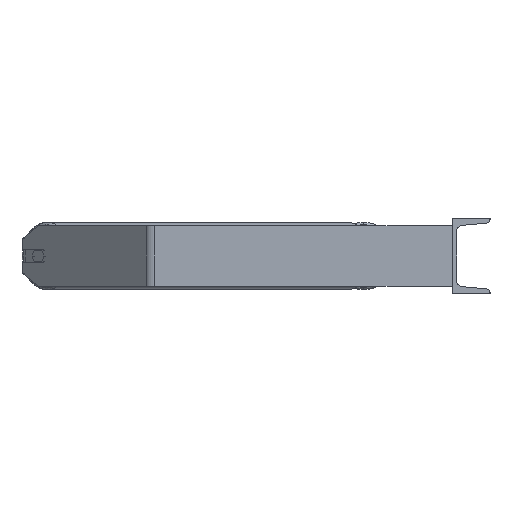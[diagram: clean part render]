
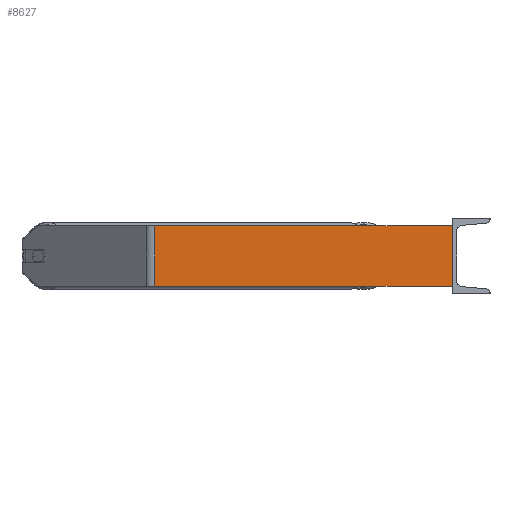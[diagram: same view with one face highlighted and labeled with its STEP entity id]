
A CAD part, left-side view. The second image highlights one B-rep face of the part: STEP entity #8627.
In plain terms, the highlighted planar face has unit normal (-1, 0, 0).
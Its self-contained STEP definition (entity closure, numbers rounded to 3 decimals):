
#577 = CARTESIAN_POINT ( 'NONE',  ( -885., 392.315, -40. ) ) ;
#942 = CARTESIAN_POINT ( 'NONE',  ( -885., 398.942, -40. ) ) ;
#1153 = LINE ( 'NONE', #1231, #4779 ) ;
#1231 = CARTESIAN_POINT ( 'NONE',  ( -885., 392.315, 40. ) ) ;
#1601 = PLANE ( 'NONE',  #3325 ) ;
#1836 = VERTEX_POINT ( 'NONE', #577 ) ;
#2402 = EDGE_CURVE ( 'NONE', #5221, #7354, #7926, .T. ) ;
#3199 = DIRECTION ( 'NONE',  ( 0., 0., -1. ) ) ;
#3325 = AXIS2_PLACEMENT_3D ( 'NONE', #7888, #3733, #8472 ) ;
#3708 = DIRECTION ( 'NONE',  ( 0., -1., 0. ) ) ;
#3733 = DIRECTION ( 'NONE',  ( 1., 0., 0. ) ) ;
#3803 = ORIENTED_EDGE ( 'NONE', *, *, #8723, .T. ) ;
#3825 = LINE ( 'NONE', #4147, #7974 ) ;
#4147 = CARTESIAN_POINT ( 'NONE',  ( -885., 398.942, 40. ) ) ;
#4464 = CARTESIAN_POINT ( 'NONE',  ( -885., 0., 40. ) ) ;
#4638 = ORIENTED_EDGE ( 'NONE', *, *, #7095, .T. ) ;
#4779 = VECTOR ( 'NONE', #3199, 1000. ) ;
#4785 = ORIENTED_EDGE ( 'NONE', *, *, #8044, .F. ) ;
#5217 = EDGE_LOOP ( 'NONE', ( #4638, #5533, #4785, #3803 ) ) ;
#5221 = VERTEX_POINT ( 'NONE', #6598 ) ;
#5533 = ORIENTED_EDGE ( 'NONE', *, *, #2402, .F. ) ;
#6324 = VERTEX_POINT ( 'NONE', #7155 ) ;
#6466 = FACE_OUTER_BOUND ( 'NONE', #5217, .T. ) ;
#6598 = CARTESIAN_POINT ( 'NONE',  ( -885., 0., 40. ) ) ;
#6648 = VECTOR ( 'NONE', #3708, 1000. ) ;
#6922 = DIRECTION ( 'NONE',  ( 0., -1., 0. ) ) ;
#7095 = EDGE_CURVE ( 'NONE', #1836, #7354, #7171, .T. ) ;
#7155 = CARTESIAN_POINT ( 'NONE',  ( -885., 392.315, 40. ) ) ;
#7171 = LINE ( 'NONE', #942, #6648 ) ;
#7354 = VERTEX_POINT ( 'NONE', #7586 ) ;
#7586 = CARTESIAN_POINT ( 'NONE',  ( -885., 0., -40. ) ) ;
#7839 = DIRECTION ( 'NONE',  ( 0., 0., -1. ) ) ;
#7888 = CARTESIAN_POINT ( 'NONE',  ( -885., 398.942, 40. ) ) ;
#7926 = LINE ( 'NONE', #4464, #7965 ) ;
#7965 = VECTOR ( 'NONE', #7839, 1000. ) ;
#7974 = VECTOR ( 'NONE', #6922, 1000. ) ;
#8044 = EDGE_CURVE ( 'NONE', #6324, #5221, #3825, .T. ) ;
#8472 = DIRECTION ( 'NONE',  ( 0., 1., 0. ) ) ;
#8627 = ADVANCED_FACE ( 'NONE', ( #6466 ), #1601, .F. ) ;
#8723 = EDGE_CURVE ( 'NONE', #6324, #1836, #1153, .T. ) ;
